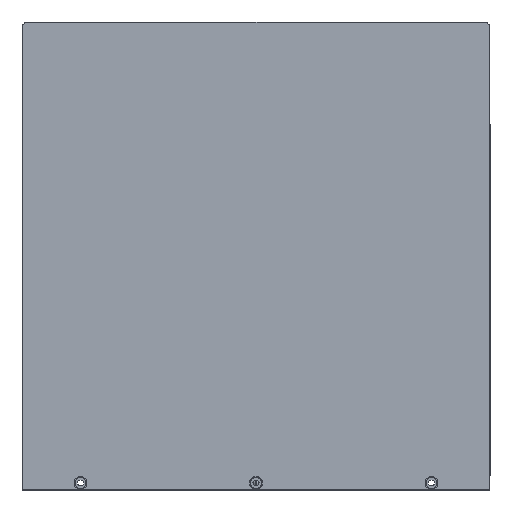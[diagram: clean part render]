
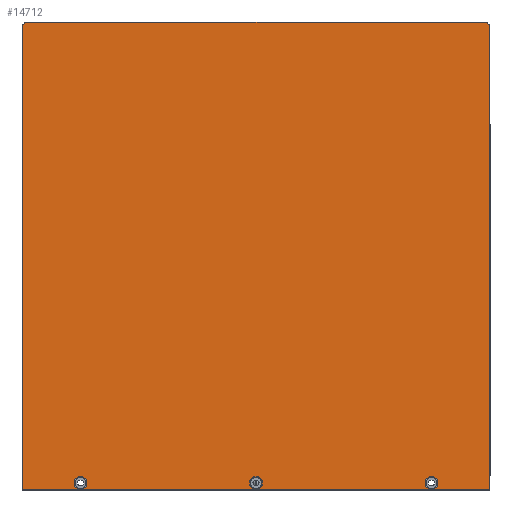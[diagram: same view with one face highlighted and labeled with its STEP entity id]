
A CAD part, front view. The second image highlights one B-rep face of the part: STEP entity #14712.
In plain terms, the highlighted planar face has unit normal (0, -1, 0).
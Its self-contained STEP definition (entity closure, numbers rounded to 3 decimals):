
#1909 = CIRCLE ( 'NONE', #17126, 5.5 ) ;
#1913 = CIRCLE ( 'NONE', #17125, 5. ) ;
#1916 = CIRCLE ( 'NONE', #17127, 5.5 ) ;
#1919 = CIRCLE ( 'NONE', #17129, 5.5 ) ;
#1926 = LINE ( 'NONE', #19769, #1928 ) ;
#1928 = VECTOR ( 'NONE', #19768, 1000. ) ;
#1937 = CIRCLE ( 'NONE', #17139, 5.5 ) ;
#2543 = EDGE_LOOP ( 'NONE', ( #8696, #8695 ) ) ;
#2882 = CIRCLE ( 'NONE', #17141, 5.5 ) ;
#2883 = LINE ( 'NONE', #19811, #2886 ) ;
#2886 = VECTOR ( 'NONE', #19813, 1000. ) ;
#2889 = LINE ( 'NONE', #19820, #2892 ) ;
#2892 = VECTOR ( 'NONE', #19821, 1000. ) ;
#2895 = LINE ( 'NONE', #19814, #2897 ) ;
#2897 = VECTOR ( 'NONE', #19815, 1000. ) ;
#2903 = CIRCLE ( 'NONE', #17146, 5. ) ;
#4922 = CARTESIAN_POINT ( 'NONE',  ( -661.024, -555.469, 200.648 ) ) ;
#4929 = CARTESIAN_POINT ( 'NONE',  ( -706.024, -555.469, 589.148 ) ) ;
#4941 = CARTESIAN_POINT ( 'NONE',  ( -711.024, -555.469, 584.148 ) ) ;
#5685 = VERTEX_POINT ( 'NONE', #6234 ) ;
#5691 = VERTEX_POINT ( 'NONE', #6240 ) ;
#5703 = VERTEX_POINT ( 'NONE', #6252 ) ;
#5722 = VERTEX_POINT ( 'NONE', #6271 ) ;
#5726 = VERTEX_POINT ( 'NONE', #6275 ) ;
#5730 = VERTEX_POINT ( 'NONE', #6279 ) ;
#5770 = VERTEX_POINT ( 'NONE', #6319 ) ;
#6234 = CARTESIAN_POINT ( 'NONE',  ( -511.024, -555.469, 200.648 ) ) ;
#6240 = CARTESIAN_POINT ( 'NONE',  ( -311.024, -555.469, 189.148 ) ) ;
#6252 = CARTESIAN_POINT ( 'NONE',  ( -311.024, -555.469, 584.148 ) ) ;
#6271 = CARTESIAN_POINT ( 'NONE',  ( -511.024, -555.469, 189.648 ) ) ;
#6275 = CARTESIAN_POINT ( 'NONE',  ( -361.024, -555.469, 189.648 ) ) ;
#6279 = CARTESIAN_POINT ( 'NONE',  ( -361.024, -555.469, 200.648 ) ) ;
#6319 = CARTESIAN_POINT ( 'NONE',  ( -711.024, -555.469, 189.148 ) ) ;
#6469 = VERTEX_POINT ( 'NONE', #4922 ) ;
#6478 = VERTEX_POINT ( 'NONE', #4929 ) ;
#6487 = VERTEX_POINT ( 'NONE', #4941 ) ;
#8687 = ORIENTED_EDGE ( 'NONE', *, *, #11168, .T. ) ;
#8688 = ORIENTED_EDGE ( 'NONE', *, *, #11192, .F. ) ;
#8689 = ORIENTED_EDGE ( 'NONE', *, *, #11195, .F. ) ;
#8690 = ORIENTED_EDGE ( 'NONE', *, *, #11198, .F. ) ;
#8691 = ORIENTED_EDGE ( 'NONE', *, *, #11206, .T. ) ;
#8692 = ORIENTED_EDGE ( 'NONE', *, *, #11178, .F. ) ;
#8693 = ORIENTED_EDGE ( 'NONE', *, *, #11190, .F. ) ;
#8694 = ORIENTED_EDGE ( 'NONE', *, *, #11171, .F. ) ;
#8695 = ORIENTED_EDGE ( 'NONE', *, *, #11187, .F. ) ;
#8696 = ORIENTED_EDGE ( 'NONE', *, *, #11173, .F. ) ;
#8697 = ORIENTED_EDGE ( 'NONE', *, *, #10766, .F. ) ;
#8698 = ORIENTED_EDGE ( 'NONE', *, *, #11169, .F. ) ;
#9123 = FACE_BOUND ( 'NONE', #9549, .T. ) ;
#9124 = FACE_BOUND ( 'NONE', #9850, .T. ) ;
#9126 = FACE_OUTER_BOUND ( 'NONE', #9536, .T. ) ;
#9127 = FACE_BOUND ( 'NONE', #2543, .T. ) ;
#9536 = EDGE_LOOP ( 'NONE', ( #8692, #8691, #8690, #8689, #8688, #8687 ) ) ;
#9549 = EDGE_LOOP ( 'NONE', ( #8698, #8697 ) ) ;
#9850 = EDGE_LOOP ( 'NONE', ( #8694, #8693 ) ) ;
#10766 = EDGE_CURVE ( 'NONE', #6469, #17292, #19186, .T. ) ;
#11168 = EDGE_CURVE ( 'NONE', #5703, #17355, #1913, .T. ) ;
#11169 = EDGE_CURVE ( 'NONE', #17292, #6469, #1909, .T. ) ;
#11171 = EDGE_CURVE ( 'NONE', #5726, #5730, #1916, .T. ) ;
#11173 = EDGE_CURVE ( 'NONE', #5722, #5685, #1919, .T. ) ;
#11178 = EDGE_CURVE ( 'NONE', #6478, #17355, #1926, .T. ) ;
#11187 = EDGE_CURVE ( 'NONE', #5685, #5722, #1937, .T. ) ;
#11190 = EDGE_CURVE ( 'NONE', #5730, #5726, #2882, .T. ) ;
#11192 = EDGE_CURVE ( 'NONE', #5703, #5691, #2883, .T. ) ;
#11195 = EDGE_CURVE ( 'NONE', #5691, #5770, #2889, .T. ) ;
#11198 = EDGE_CURVE ( 'NONE', #5770, #6487, #2895, .T. ) ;
#11206 = EDGE_CURVE ( 'NONE', #6478, #6487, #2903, .T. ) ;
#11895 = PLANE ( 'NONE',  #18594 ) ;
#11911 = CARTESIAN_POINT ( 'NONE',  ( -511.024, -555.469, 389.148 ) ) ;
#11913 = DIRECTION ( 'NONE',  ( 0., 1., 0. ) ) ;
#11914 = DIRECTION ( 'NONE',  ( 0., 0., 1. ) ) ;
#14185 = CARTESIAN_POINT ( 'NONE',  ( -661.024, -555.469, 195.148 ) ) ;
#14186 = DIRECTION ( 'NONE',  ( 0., -1., 0. ) ) ;
#14187 = DIRECTION ( 'NONE',  ( 0., 0., -1. ) ) ;
#14712 = ADVANCED_FACE ( 'NONE', ( #9123, #9127, #9124, #9126 ), #11895, .F. ) ;
#16927 = AXIS2_PLACEMENT_3D ( 'NONE', #14185, #14186, #14187 ) ;
#17125 = AXIS2_PLACEMENT_3D ( 'NONE', #19747, #19748, #19749 ) ;
#17126 = AXIS2_PLACEMENT_3D ( 'NONE', #19751, #19752, #19753 ) ;
#17127 = AXIS2_PLACEMENT_3D ( 'NONE', #19754, #19755, #19756 ) ;
#17129 = AXIS2_PLACEMENT_3D ( 'NONE', #19762, #19763, #19764 ) ;
#17139 = AXIS2_PLACEMENT_3D ( 'NONE', #19800, #19801, #19802 ) ;
#17141 = AXIS2_PLACEMENT_3D ( 'NONE', #19808, #19809, #19810 ) ;
#17146 = AXIS2_PLACEMENT_3D ( 'NONE', #19845, #19846, #19847 ) ;
#17292 = VERTEX_POINT ( 'NONE', #18135 ) ;
#17355 = VERTEX_POINT ( 'NONE', #18198 ) ;
#18135 = CARTESIAN_POINT ( 'NONE',  ( -661.024, -555.469, 189.648 ) ) ;
#18198 = CARTESIAN_POINT ( 'NONE',  ( -316.024, -555.469, 589.148 ) ) ;
#18594 = AXIS2_PLACEMENT_3D ( 'NONE', #11911, #11913, #11914 ) ;
#19186 = CIRCLE ( 'NONE', #16927, 5.5 ) ;
#19747 = CARTESIAN_POINT ( 'NONE',  ( -316.024, -555.469, 584.148 ) ) ;
#19748 = DIRECTION ( 'NONE',  ( 0., -1., 0. ) ) ;
#19749 = DIRECTION ( 'NONE',  ( 0., 0., 1. ) ) ;
#19751 = CARTESIAN_POINT ( 'NONE',  ( -661.024, -555.469, 195.148 ) ) ;
#19752 = DIRECTION ( 'NONE',  ( 0., -1., 0. ) ) ;
#19753 = DIRECTION ( 'NONE',  ( 0., 0., -1. ) ) ;
#19754 = CARTESIAN_POINT ( 'NONE',  ( -361.024, -555.469, 195.148 ) ) ;
#19755 = DIRECTION ( 'NONE',  ( 0., -1., 0. ) ) ;
#19756 = DIRECTION ( 'NONE',  ( 0., 0., -1. ) ) ;
#19762 = CARTESIAN_POINT ( 'NONE',  ( -511.024, -555.469, 195.148 ) ) ;
#19763 = DIRECTION ( 'NONE',  ( 0., -1., 0. ) ) ;
#19764 = DIRECTION ( 'NONE',  ( 0., 0., -1. ) ) ;
#19768 = DIRECTION ( 'NONE',  ( 1., 0., 0. ) ) ;
#19769 = CARTESIAN_POINT ( 'NONE',  ( -711.024, -555.469, 589.148 ) ) ;
#19800 = CARTESIAN_POINT ( 'NONE',  ( -511.024, -555.469, 195.148 ) ) ;
#19801 = DIRECTION ( 'NONE',  ( 0., -1., 0. ) ) ;
#19802 = DIRECTION ( 'NONE',  ( 0., 0., -1. ) ) ;
#19808 = CARTESIAN_POINT ( 'NONE',  ( -361.024, -555.469, 195.148 ) ) ;
#19809 = DIRECTION ( 'NONE',  ( 0., -1., 0. ) ) ;
#19810 = DIRECTION ( 'NONE',  ( 0., 0., -1. ) ) ;
#19811 = CARTESIAN_POINT ( 'NONE',  ( -311.024, -555.469, 189.148 ) ) ;
#19813 = DIRECTION ( 'NONE',  ( 0., 0., -1. ) ) ;
#19814 = CARTESIAN_POINT ( 'NONE',  ( -711.024, -555.469, 189.148 ) ) ;
#19815 = DIRECTION ( 'NONE',  ( 0., 0., 1. ) ) ;
#19820 = CARTESIAN_POINT ( 'NONE',  ( -711.024, -555.469, 189.148 ) ) ;
#19821 = DIRECTION ( 'NONE',  ( -1., 0., 0. ) ) ;
#19845 = CARTESIAN_POINT ( 'NONE',  ( -706.024, -555.469, 584.148 ) ) ;
#19846 = DIRECTION ( 'NONE',  ( 0., -1., 0. ) ) ;
#19847 = DIRECTION ( 'NONE',  ( 0., 0., 1. ) ) ;
